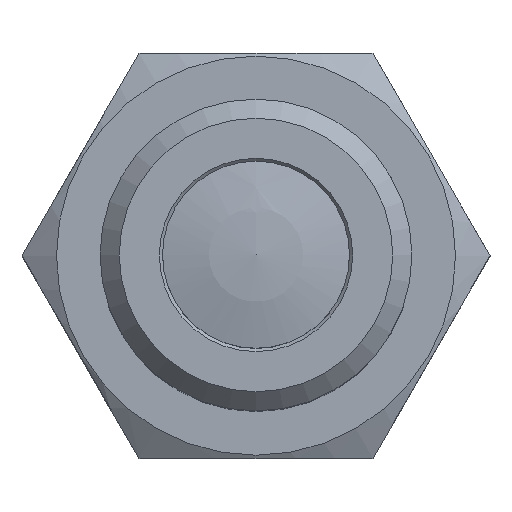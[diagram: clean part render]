
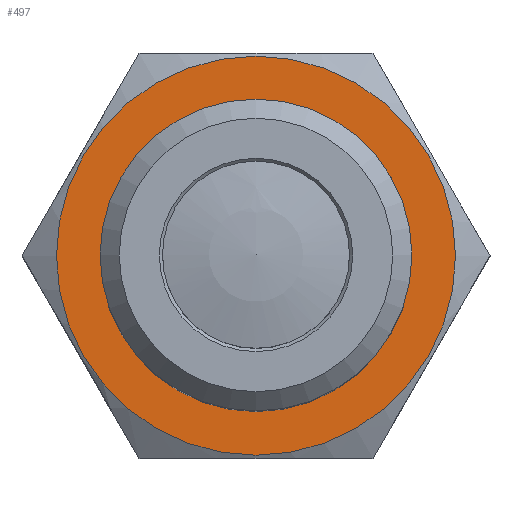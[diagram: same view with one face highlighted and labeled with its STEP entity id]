
A CAD part, top view. The second image highlights one B-rep face of the part: STEP entity #497.
In plain terms, the highlighted face is planar.
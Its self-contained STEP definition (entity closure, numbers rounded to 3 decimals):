
#77=CIRCLE('',#575,6.4);
#78=CIRCLE('',#576,5.);
#147=ORIENTED_EDGE('',*,*,#227,.F.);
#148=ORIENTED_EDGE('',*,*,#228,.T.);
#227=EDGE_CURVE('',#277,#277,#77,.T.);
#228=EDGE_CURVE('',#278,#278,#78,.T.);
#277=VERTEX_POINT('',#821);
#278=VERTEX_POINT('',#823);
#379=EDGE_LOOP('',(#147));
#380=EDGE_LOOP('',(#148));
#435=FACE_BOUND('',#379,.T.);
#436=FACE_BOUND('',#380,.T.);
#467=PLANE('',#574);
#497=ADVANCED_FACE('',(#435,#436),#467,.F.);
#574=AXIS2_PLACEMENT_3D('',#819,#689,#690);
#575=AXIS2_PLACEMENT_3D('',#820,#691,#692);
#576=AXIS2_PLACEMENT_3D('',#822,#693,#694);
#689=DIRECTION('',(1.,0.,0.));
#690=DIRECTION('',(0.,0.,-1.));
#691=DIRECTION('',(1.,0.,0.));
#692=DIRECTION('',(0.,0.,-1.));
#693=DIRECTION('',(1.,0.,0.));
#694=DIRECTION('',(0.,0.,-1.));
#819=CARTESIAN_POINT('',(0.,0.,0.));
#820=CARTESIAN_POINT('',(0.,0.,0.));
#821=CARTESIAN_POINT('',(0.,0.,-6.4));
#822=CARTESIAN_POINT('',(0.,0.,0.));
#823=CARTESIAN_POINT('',(0.,0.,-5.));
